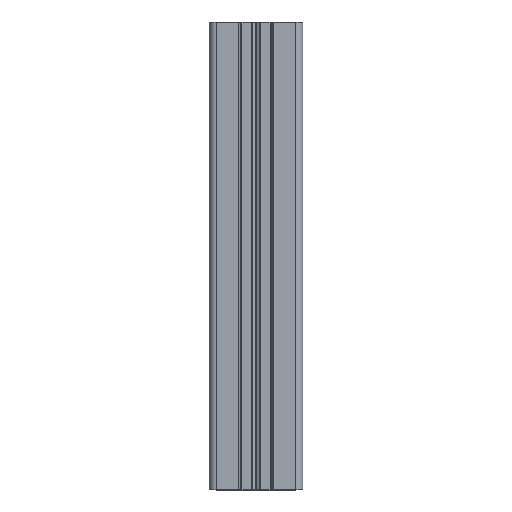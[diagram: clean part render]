
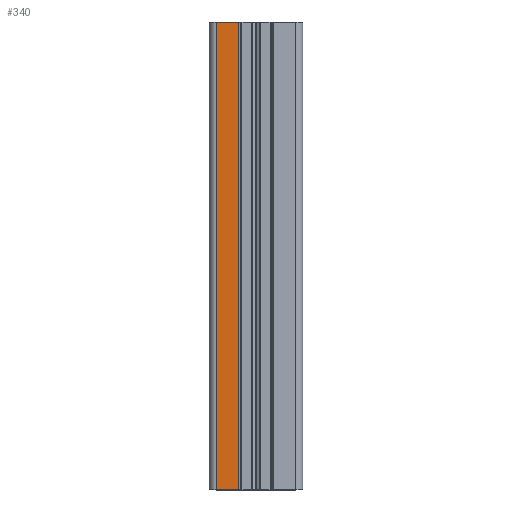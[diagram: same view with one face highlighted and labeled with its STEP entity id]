
A CAD part, top view. The second image highlights one B-rep face of the part: STEP entity #340.
In plain terms, the highlighted planar face has unit normal (0, 0, 1).
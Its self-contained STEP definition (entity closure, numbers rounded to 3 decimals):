
#340 = ADVANCED_FACE( '', ( #754 ), #755, .T. );
#754 = FACE_OUTER_BOUND( '', #1239, .T. );
#755 = PLANE( '', #1240 );
#1239 = EDGE_LOOP( '', ( #2263, #2264, #2265, #2266 ) );
#1240 = AXIS2_PLACEMENT_3D( '', #2267, #2268, #2269 );
#2263 = ORIENTED_EDGE( '', *, *, #3475, .F. );
#2264 = ORIENTED_EDGE( '', *, *, #3476, .F. );
#2265 = ORIENTED_EDGE( '', *, *, #3202, .T. );
#2266 = ORIENTED_EDGE( '', *, *, #3477, .T. );
#2267 = CARTESIAN_POINT( '', ( -8.5, 100., 10. ) );
#2268 = DIRECTION( '', ( 0., 0., 1. ) );
#2269 = DIRECTION( '', ( 1., 0., 0. ) );
#3202 = EDGE_CURVE( '', #3946, #3947, #3948, .T. );
#3475 = EDGE_CURVE( '', #4372, #4373, #4374, .T. );
#3476 = EDGE_CURVE( '', #3946, #4372, #4375, .T. );
#3477 = EDGE_CURVE( '', #3947, #4373, #4376, .T. );
#3946 = VERTEX_POINT( '', #4959 );
#3947 = VERTEX_POINT( '', #4960 );
#3948 = LINE( '', #4961, #4962 );
#4372 = VERTEX_POINT( '', #5527 );
#4373 = VERTEX_POINT( '', #5528 );
#4374 = LINE( '', #5529, #5530 );
#4375 = LINE( '', #5531, #5532 );
#4376 = LINE( '', #5533, #5534 );
#4959 = CARTESIAN_POINT( '', ( -3.7, 100., 10. ) );
#4960 = CARTESIAN_POINT( '', ( -8.5, 100., 10. ) );
#4961 = CARTESIAN_POINT( '', ( -8.5, 100., 10. ) );
#4962 = VECTOR( '', #6063, 1000. );
#5527 = CARTESIAN_POINT( '', ( -3.7, 0., 10. ) );
#5528 = CARTESIAN_POINT( '', ( -8.5, 0., 10. ) );
#5529 = CARTESIAN_POINT( '', ( -8.5, 0., 10. ) );
#5530 = VECTOR( '', #6457, 1000. );
#5531 = CARTESIAN_POINT( '', ( -3.7, 100., 10. ) );
#5532 = VECTOR( '', #6458, 1000. );
#5533 = CARTESIAN_POINT( '', ( -8.5, 100., 10. ) );
#5534 = VECTOR( '', #6459, 1000. );
#6063 = DIRECTION( '', ( -1., 0., 0. ) );
#6457 = DIRECTION( '', ( -1., 0., 0. ) );
#6458 = DIRECTION( '', ( 0., -1., 0. ) );
#6459 = DIRECTION( '', ( 0., -1., 0. ) );
